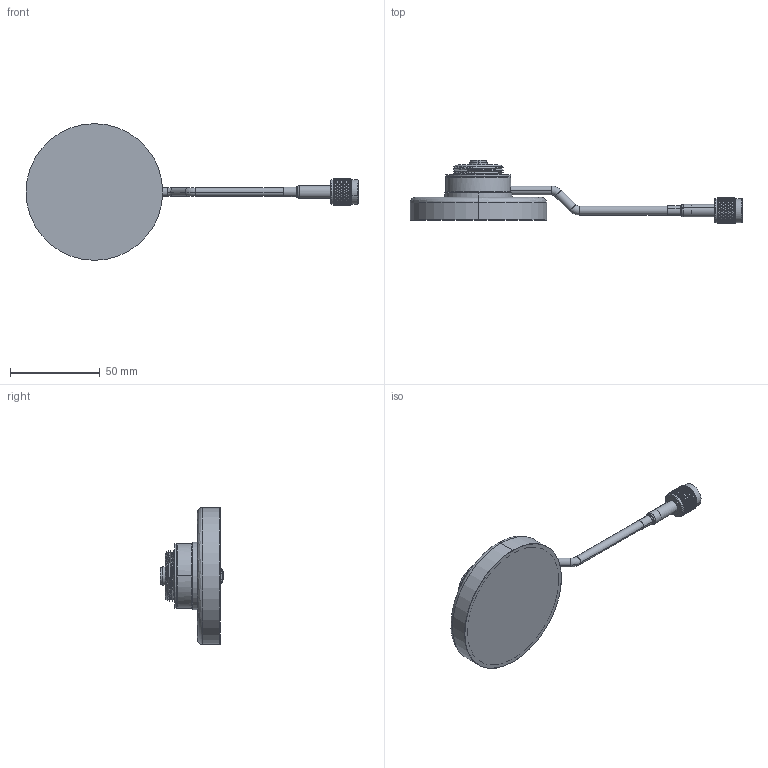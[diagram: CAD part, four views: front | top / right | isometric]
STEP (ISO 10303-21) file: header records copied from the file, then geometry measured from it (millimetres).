
FILE_DESCRIPTION (( 'STEP AP214' ), '1' );
FILE_NAME ('FMMA1-TMA10_3D.step', '2023-03-15T17:10:39', ( '' ), ( '' ), 'SwSTEP 2.0', 'SolidWorks 2022', '' );
FILE_SCHEMA (( 'AUTOMOTIVE_DESIGN' ));
Length unit declared in the file: inch
Products named in the file (4): FMMA1-TMA10_3D; Copy of HeatShrink-195-3_230124^FMMA1-TMA10; Copy of TM 230124^FMMA1-TMA10; Copy of NMO Base w Cable^FMMA1-TMA10
Assembly tree (3 placements, depth 2):
  FMMA1-TMA10_3D
    Copy of NMO Base w Cable^FMMA1-TMA10
    Copy of HeatShrink-195-3_230124^FMMA1-TMA10
    Copy of TM 230124^FMMA1-TMA10
Bounding box: 184.6 x 35.21 x 76 mm (x, y, z)
Volume: 62484.8 mm3; surface area: 45709 mm2
Topology: 9 solids, 9 shells, 2779 faces, 5924 edges, 3175 vertices
Faces by surface type: bspline 2014, cylinder 636, plane 83, cone 38, torus 8
Entity records: 109122 total; most frequent: CARTESIAN_POINT 69896, ORIENTED_EDGE 11840, EDGE_CURVE 5920, VERTEX_POINT 3175, EDGE_LOOP 2813, FACE_OUTER_BOUND 2779, ADVANCED_FACE 2779, DIRECTION 2621
